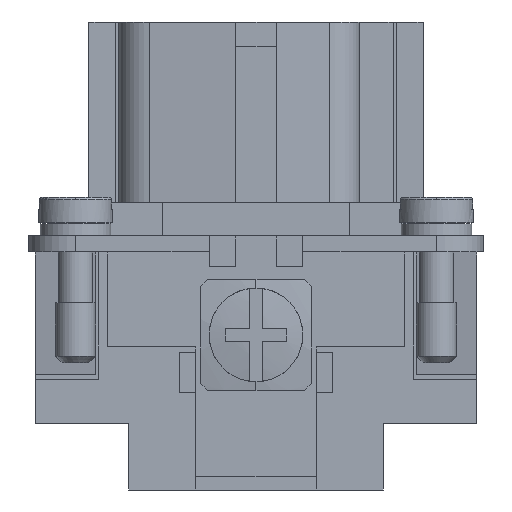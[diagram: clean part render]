
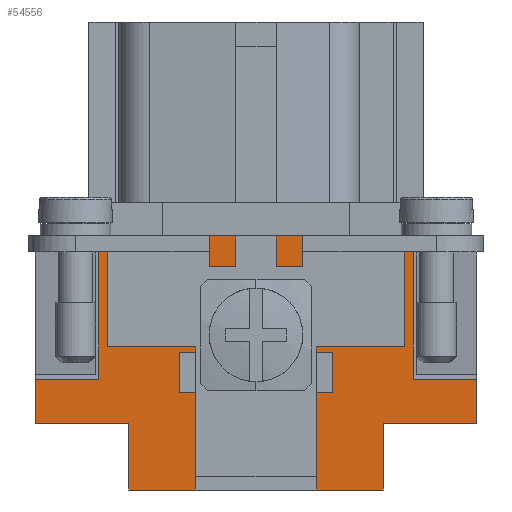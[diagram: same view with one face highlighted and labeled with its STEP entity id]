
A CAD part, left-side view. The second image highlights one B-rep face of the part: STEP entity #54556.
In plain terms, the highlighted planar face has unit normal (-1, 0, 0).
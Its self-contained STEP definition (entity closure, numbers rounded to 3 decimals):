
#36740=CARTESIAN_POINT('',(-31.6,11.75,19.0));
#36741=VERTEX_POINT('',#36740);
#36748=CARTESIAN_POINT('',(-31.6,-11.75,19.0));
#36749=VERTEX_POINT('',#36748);
#36750=CARTESIAN_POINT('',(-31.6,-11.75,19.0));
#36751=DIRECTION('',(0.0,1.0,0.0));
#36752=VECTOR('',#36751,23.5);
#36753=LINE('',#36750,#36752);
#36754=EDGE_CURVE('',#36749,#36741,#36753,.T.);
#42355=CARTESIAN_POINT('',(-31.6,11.75,8.3));
#42356=VERTEX_POINT('',#42355);
#42365=CARTESIAN_POINT('',(-31.6,11.75,19.0));
#42366=DIRECTION('',(0.0,0.0,-1.0));
#42367=VECTOR('',#42366,10.7);
#42368=LINE('',#42365,#42367);
#42369=EDGE_CURVE('',#36741,#42356,#42368,.T.);
#42411=CARTESIAN_POINT('',(-31.6,16.5,8.3));
#42412=VERTEX_POINT('',#42411);
#42413=CARTESIAN_POINT('',(-31.6,11.75,8.3));
#42414=DIRECTION('',(0.0,1.0,0.0));
#42415=VECTOR('',#42414,4.75);
#42416=LINE('',#42413,#42415);
#42417=EDGE_CURVE('',#42356,#42412,#42416,.T.);
#42627=CARTESIAN_POINT('',(-31.6,-11.75,8.3));
#42628=VERTEX_POINT('',#42627);
#42637=CARTESIAN_POINT('',(-31.6,-11.75,8.3));
#42638=DIRECTION('',(0.0,0.0,1.0));
#42639=VECTOR('',#42638,10.7);
#42640=LINE('',#42637,#42639);
#42641=EDGE_CURVE('',#42628,#36749,#42640,.T.);
#42651=CARTESIAN_POINT('',(-31.6,-16.5,8.3));
#42652=VERTEX_POINT('',#42651);
#42653=CARTESIAN_POINT('',(-31.6,-16.5,8.3));
#42654=DIRECTION('',(0.0,1.0,0.0));
#42655=VECTOR('',#42654,4.75);
#42656=LINE('',#42653,#42655);
#42657=EDGE_CURVE('',#42652,#42628,#42656,.T.);
#42725=CARTESIAN_POINT('',(-31.6,16.5,5.0));
#42726=VERTEX_POINT('',#42725);
#42733=CARTESIAN_POINT('',(-31.6,16.5,5.0));
#42734=DIRECTION('',(0.0,0.0,1.0));
#42735=VECTOR('',#42734,3.3);
#42736=LINE('',#42733,#42735);
#42737=EDGE_CURVE('',#42726,#42412,#42736,.T.);
#42846=CARTESIAN_POINT('',(-31.6,-16.5,5.0));
#42847=VERTEX_POINT('',#42846);
#42848=CARTESIAN_POINT('',(-31.6,-16.5,5.0));
#42849=DIRECTION('',(0.0,0.0,1.0));
#42850=VECTOR('',#42849,3.3);
#42851=LINE('',#42848,#42850);
#42852=EDGE_CURVE('',#42847,#42652,#42851,.T.);
#53118=CARTESIAN_POINT('',(-31.6,9.5,0.0));
#53119=VERTEX_POINT('',#53118);
#53126=CARTESIAN_POINT('',(-31.6,9.5,5.0));
#53127=VERTEX_POINT('',#53126);
#53128=CARTESIAN_POINT('',(-31.6,9.5,5.0));
#53129=DIRECTION('',(0.0,0.0,-1.0));
#53130=VECTOR('',#53129,5.0);
#53131=LINE('',#53128,#53130);
#53132=EDGE_CURVE('',#53127,#53119,#53131,.T.);
#53158=CARTESIAN_POINT('',(-31.6,-9.5,5.0));
#53159=VERTEX_POINT('',#53158);
#53166=CARTESIAN_POINT('',(-31.6,-9.5,0.0));
#53167=VERTEX_POINT('',#53166);
#53168=CARTESIAN_POINT('',(-31.6,-9.5,0.0));
#53169=DIRECTION('',(0.0,0.0,1.0));
#53170=VECTOR('',#53169,5.0);
#53171=LINE('',#53168,#53170);
#53172=EDGE_CURVE('',#53167,#53159,#53171,.T.);
#53723=CARTESIAN_POINT('',(-31.6,-9.5,5.0));
#53724=DIRECTION('',(0.0,-1.0,0.0));
#53725=VECTOR('',#53724,7.0);
#53726=LINE('',#53723,#53725);
#53727=EDGE_CURVE('',#53159,#42847,#53726,.T.);
#53779=CARTESIAN_POINT('',(-31.6,16.5,5.0));
#53780=DIRECTION('',(0.0,-1.0,0.0));
#53781=VECTOR('',#53780,7.0);
#53782=LINE('',#53779,#53781);
#53783=EDGE_CURVE('',#42726,#53127,#53782,.T.);
#53795=CARTESIAN_POINT('',(-31.6,-4.55,0.0));
#53796=VERTEX_POINT('',#53795);
#53797=CARTESIAN_POINT('',(-31.6,-9.5,0.0));
#53798=DIRECTION('',(0.0,1.0,0.0));
#53799=VECTOR('',#53798,4.95);
#53800=LINE('',#53797,#53799);
#53801=EDGE_CURVE('',#53167,#53796,#53800,.T.);
#53851=CARTESIAN_POINT('',(-31.6,4.55,0.0));
#53852=VERTEX_POINT('',#53851);
#53859=CARTESIAN_POINT('',(-31.6,4.55,0.0));
#53860=DIRECTION('',(0.0,1.0,0.0));
#53861=VECTOR('',#53860,4.95);
#53862=LINE('',#53859,#53861);
#53863=EDGE_CURVE('',#53852,#53119,#53862,.T.);
#54210=CARTESIAN_POINT('',(-31.6,4.55,3.5));
#54211=VERTEX_POINT('',#54210);
#54218=CARTESIAN_POINT('',(-31.6,4.55,0.0));
#54219=DIRECTION('',(0.0,0.0,1.0));
#54220=VECTOR('',#54219,3.5);
#54221=LINE('',#54218,#54220);
#54222=EDGE_CURVE('',#53852,#54211,#54221,.T.);
#54234=CARTESIAN_POINT('',(-31.6,-4.55,3.5));
#54235=VERTEX_POINT('',#54234);
#54244=CARTESIAN_POINT('',(-31.6,-4.55,3.5));
#54245=DIRECTION('',(0.0,0.0,-1.0));
#54246=VECTOR('',#54245,3.5);
#54247=LINE('',#54244,#54246);
#54248=EDGE_CURVE('',#54235,#53796,#54247,.T.);
#54260=CARTESIAN_POINT('',(-31.6,4.55,3.5));
#54261=DIRECTION('',(0.0,-1.0,0.0));
#54262=VECTOR('',#54261,9.1);
#54263=LINE('',#54260,#54262);
#54264=EDGE_CURVE('',#54211,#54235,#54263,.T.);
#54533=CARTESIAN_POINT('',(-31.6,-16.5,0.0));
#54534=DIRECTION('',(-1.0,0.0,0.0));
#54535=DIRECTION('',(0.0,0.0,1.0));
#54536=AXIS2_PLACEMENT_3D('',#54533,#54534,#54535);
#54537=PLANE('',#54536);
#54538=ORIENTED_EDGE('',*,*,#42417,.T.);
#54539=ORIENTED_EDGE('',*,*,#42737,.F.);
#54540=ORIENTED_EDGE('',*,*,#53783,.T.);
#54541=ORIENTED_EDGE('',*,*,#53132,.T.);
#54542=ORIENTED_EDGE('',*,*,#53863,.F.);
#54543=ORIENTED_EDGE('',*,*,#54222,.T.);
#54544=ORIENTED_EDGE('',*,*,#54264,.T.);
#54545=ORIENTED_EDGE('',*,*,#54248,.T.);
#54546=ORIENTED_EDGE('',*,*,#53801,.F.);
#54547=ORIENTED_EDGE('',*,*,#53172,.T.);
#54548=ORIENTED_EDGE('',*,*,#53727,.T.);
#54549=ORIENTED_EDGE('',*,*,#42852,.T.);
#54550=ORIENTED_EDGE('',*,*,#42657,.T.);
#54551=ORIENTED_EDGE('',*,*,#42641,.T.);
#54552=ORIENTED_EDGE('',*,*,#36754,.T.);
#54553=ORIENTED_EDGE('',*,*,#42369,.T.);
#54554=EDGE_LOOP('',(#54538,#54539,#54540,#54541,#54542,#54543,#54544,#54545,#54546,#54547,#54548,#54549,#54550,#54551,#54552,#54553));
#54555=FACE_OUTER_BOUND('',#54554,.T.);
#54556=ADVANCED_FACE('',(#54555),#54537,.T.);
